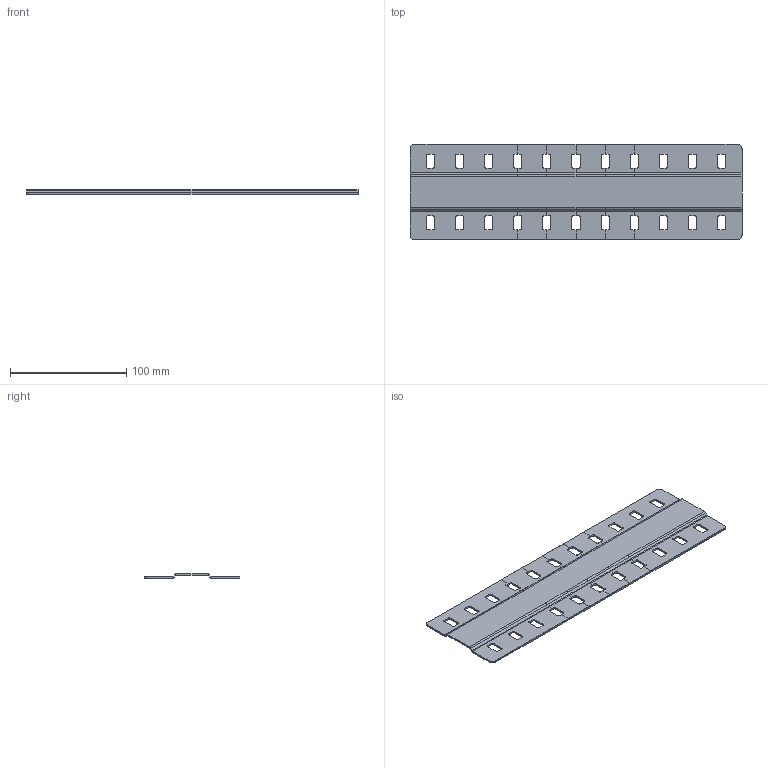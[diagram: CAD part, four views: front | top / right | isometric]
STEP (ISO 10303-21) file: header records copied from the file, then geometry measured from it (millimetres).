
FILE_DESCRIPTION((''),'2;1');
FILE_NAME('7070217','2014-06-13T',('AndreasKeweloh'),(''),'PRO/ENGINEER BY PARAMETRIC TECHNOLOGY CORPORATION, 2014000','PRO/ENGINEER BY PARAMETRIC TECHNOLOGY CORPORATION, 2014000','');
FILE_SCHEMA(('CONFIG_CONTROL_DESIGN'));
Length unit declared in the file: millimetre
Products named in the file (1): 7070217
Bounding box: 285 x 82 x 4 mm (x, y, z)
Volume: 33022.2 mm3; surface area: 46258.4 mm2
Topology: 1 solids, 1 shells, 264 faces, 826 edges, 544 vertices
Faces by surface type: cylinder 140, plane 124
Entity records: 9320 total; most frequent: ORIENTED_EDGE 1652, CARTESIAN_POINT 1646, DIRECTION 1590, EDGE_CURVE 826, VECTOR 582, LINE 582, VERTEX_POINT 544, AXIS2_PLACEMENT_3D 504
